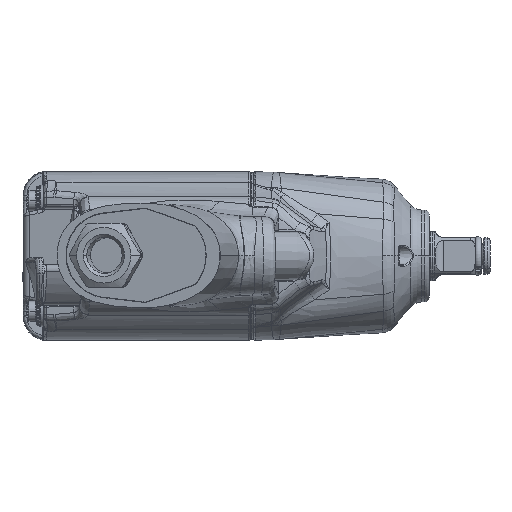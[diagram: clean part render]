
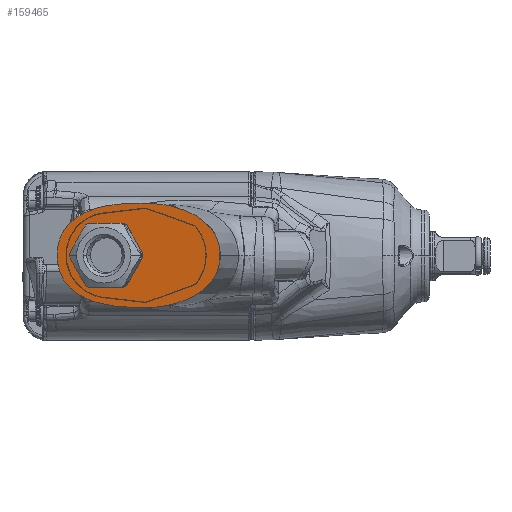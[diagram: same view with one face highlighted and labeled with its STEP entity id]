
A CAD part, top view. The second image highlights one B-rep face of the part: STEP entity #159465.
In plain terms, the highlighted planar face has unit normal (-0.208, 0, 0.978).
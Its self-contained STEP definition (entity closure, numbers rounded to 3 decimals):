
#39359=CARTESIAN_POINT('',(-16.503,0.,
152.061));
#39378=CARTESIAN_POINT('',(-72.394,0.,
140.181));
#39379=CARTESIAN_POINT('',(-72.394,1.832,
140.181));
#39380=CARTESIAN_POINT('',(-71.902,5.099,
140.286));
#39381=CARTESIAN_POINT('',(-70.021,8.99,
140.686));
#39382=CARTESIAN_POINT('',(-67.267,12.017,
141.271));
#39383=CARTESIAN_POINT('',(-63.899,14.299,
141.987));
#39384=CARTESIAN_POINT('',(-60.042,15.944,
142.807));
#39385=CARTESIAN_POINT('',(-54.369,17.418,
144.013));
#39386=CARTESIAN_POINT('',(-46.637,18.124,
145.656));
#39387=CARTESIAN_POINT('',(-38.742,18.039,
147.334));
#39388=CARTESIAN_POINT('',(-32.486,16.883,
148.664));
#39389=CARTESIAN_POINT('',(-27.798,15.285,
149.66));
#39390=CARTESIAN_POINT('',(-23.236,12.822,
150.63));
#39391=CARTESIAN_POINT('',(-18.193,8.435,
151.702));
#39392=CARTESIAN_POINT('',(-16.503,3.994,
152.061));
#39393=CARTESIAN_POINT('',(-16.503,0.,
152.061));
#39395=CARTESIAN_POINT('',(-16.503,0.,
152.061));
#39396=CARTESIAN_POINT('',(-16.503,-3.994,
152.061));
#39397=CARTESIAN_POINT('',(-18.193,-8.435,
151.702));
#39398=CARTESIAN_POINT('',(-23.236,-12.822,
150.63));
#39399=CARTESIAN_POINT('',(-27.798,-15.285,
149.66));
#39400=CARTESIAN_POINT('',(-32.486,-16.883,
148.664));
#39401=CARTESIAN_POINT('',(-38.742,-18.039,
147.334));
#39402=CARTESIAN_POINT('',(-46.637,-18.124,
145.656));
#39403=CARTESIAN_POINT('',(-54.369,-17.418,
144.013));
#39404=CARTESIAN_POINT('',(-60.042,-15.944,
142.807));
#39405=CARTESIAN_POINT('',(-63.899,-14.299,
141.987));
#39406=CARTESIAN_POINT('',(-67.267,-12.017,
141.271));
#39407=CARTESIAN_POINT('',(-70.021,-8.99,
140.686));
#39408=CARTESIAN_POINT('',(-71.902,-5.099,
140.286));
#39409=CARTESIAN_POINT('',(-72.394,-1.832,
140.181));
#39410=CARTESIAN_POINT('',(-72.394,0.,
140.181));
#39412=DIRECTION('',(-0.489,0.866,-0.104));
#39413=VECTOR('',#39412,9.837);
#39414=CARTESIAN_POINT('',(-62.022,-9.759,
142.386));
#39415=LINE('',#39414,#39413);
#39442=CARTESIAN_POINT('',(-55.11,0.,143.855));
#39443=DIRECTION('',(-0.208,0.,0.978));
#39444=DIRECTION('',(-0.973,0.103,-0.207));
#39445=AXIS2_PLACEMENT_3D('',#39442,#39443,#39444);
#39457=DIRECTION('',(0.489,0.866,0.104));
#39458=VECTOR('',#39457,9.837);
#39459=CARTESIAN_POINT('',(-66.833,1.241,
141.363));
#39460=LINE('',#39459,#39458);
#39487=CARTESIAN_POINT('',(-55.11,0.,143.855));
#39488=DIRECTION('',(-0.208,0.,0.978));
#39489=DIRECTION('',(-0.399,0.913,-0.085));
#39490=AXIS2_PLACEMENT_3D('',#39487,#39488,#39489);
#39497=DIRECTION('',(0.978,0.,0.208));
#39498=VECTOR('',#39497,9.837);
#39499=CARTESIAN_POINT('',(-59.921,11.,142.833));
#39500=LINE('',#39499,#39498);
#39527=CARTESIAN_POINT('',(-55.11,0.,143.855));
#39528=DIRECTION('',(-0.208,0.,0.978));
#39529=DIRECTION('',(0.574,0.81,0.122));
#39530=AXIS2_PLACEMENT_3D('',#39527,#39528,#39529);
#39537=DIRECTION('',(0.489,-0.866,0.104));
#39538=VECTOR('',#39537,9.837);
#39539=CARTESIAN_POINT('',(-48.197,9.759,
145.325));
#39540=LINE('',#39539,#39538);
#39567=CARTESIAN_POINT('',(-55.11,0.,143.855));
#39568=DIRECTION('',(-0.208,0.,0.978));
#39569=DIRECTION('',(0.973,-0.103,0.207));
#39570=AXIS2_PLACEMENT_3D('',#39567,#39568,#39569);
#39582=DIRECTION('',(-0.489,-0.866,-0.104));
#39583=VECTOR('',#39582,9.837);
#39584=CARTESIAN_POINT('',(-43.386,-1.241,
146.347));
#39585=LINE('',#39584,#39583);
#39612=CARTESIAN_POINT('',(-55.11,0.,143.855));
#39613=DIRECTION('',(-0.208,0.,0.978));
#39614=DIRECTION('',(0.399,-0.913,0.085));
#39615=AXIS2_PLACEMENT_3D('',#39612,#39613,#39614);
#39622=DIRECTION('',(-0.978,0.,-0.208));
#39623=VECTOR('',#39622,9.837);
#39624=CARTESIAN_POINT('',(-50.299,-11.,144.878));
#39625=LINE('',#39624,#39623);
#39652=CARTESIAN_POINT('',(-55.11,0.,143.855));
#39653=DIRECTION('',(-0.208,0.,0.978));
#39654=DIRECTION('',(-0.574,-0.81,-0.122));
#39655=AXIS2_PLACEMENT_3D('',#39652,#39653,#39654);
#84370=VERTEX_POINT('',#39359);
#84371=VERTEX_POINT('',#39378);
#90211=CARTESIAN_POINT('',(-62.022,-9.759,
142.386));
#90212=CARTESIAN_POINT('',(-66.833,-1.241,
141.363));
#90213=VERTEX_POINT('',#90211);
#90214=VERTEX_POINT('',#90212);
#90219=CARTESIAN_POINT('',(-59.921,-11.,142.833));
#90220=VERTEX_POINT('',#90219);
#90223=CARTESIAN_POINT('',(-50.299,-11.,144.878));
#90224=CARTESIAN_POINT('',(-48.197,-9.759,
145.325));
#90225=VERTEX_POINT('',#90223);
#90226=VERTEX_POINT('',#90224);
#90231=CARTESIAN_POINT('',(-43.386,-1.241,
146.347));
#90232=CARTESIAN_POINT('',(-43.386,1.241,
146.347));
#90233=VERTEX_POINT('',#90231);
#90234=VERTEX_POINT('',#90232);
#90239=CARTESIAN_POINT('',(-66.833,1.241,
141.363));
#90240=VERTEX_POINT('',#90239);
#90243=CARTESIAN_POINT('',(-59.921,11.,142.833));
#90244=CARTESIAN_POINT('',(-62.022,9.759,
142.386));
#90245=VERTEX_POINT('',#90243);
#90246=VERTEX_POINT('',#90244);
#90251=CARTESIAN_POINT('',(-48.197,9.759,
145.325));
#90252=CARTESIAN_POINT('',(-50.299,11.,144.878));
#90253=VERTEX_POINT('',#90251);
#90254=VERTEX_POINT('',#90252);
#159430=CARTESIAN_POINT('',(-79.982,-25.195,138.569));
#159431=DIRECTION('',(-0.208,0.,0.978));
#159432=DIRECTION('',(0.978,0.,0.208));
#159433=AXIS2_PLACEMENT_3D('',#159430,#159431,#159432);
#159434=PLANE('',#159433);
#159435=ORIENTED_EDGE('',*,*,#159112,.T.);
#159436=ORIENTED_EDGE('',*,*,#159417,.T.);
#159437=EDGE_LOOP('',(#159435,#159436));
#159438=FACE_OUTER_BOUND('',#159437,.F.);
#159440=ORIENTED_EDGE('',*,*,#159439,.F.);
#159442=ORIENTED_EDGE('',*,*,#159441,.T.);
#159444=ORIENTED_EDGE('',*,*,#159443,.F.);
#159446=ORIENTED_EDGE('',*,*,#159445,.T.);
#159448=ORIENTED_EDGE('',*,*,#159447,.F.);
#159450=ORIENTED_EDGE('',*,*,#159449,.T.);
#159452=ORIENTED_EDGE('',*,*,#159451,.F.);
#159454=ORIENTED_EDGE('',*,*,#159453,.T.);
#159456=ORIENTED_EDGE('',*,*,#159455,.F.);
#159458=ORIENTED_EDGE('',*,*,#159457,.T.);
#159460=ORIENTED_EDGE('',*,*,#159459,.F.);
#159462=ORIENTED_EDGE('',*,*,#159461,.T.);
#159463=EDGE_LOOP('',(#159440,#159442,#159444,#159446,#159448,#159450,#159452,
#159454,#159456,#159458,#159460,#159462));
#159464=FACE_BOUND('',#159463,.F.);
#159465=ADVANCED_FACE('',(#159438,#159464),#159434,.T.);
#39394=B_SPLINE_CURVE_WITH_KNOTS('',3,(#39378,#39379,#39380,#39381,#39382,
#39383,#39384,#39385,#39386,#39387,#39388,#39389,#39390,#39391,#39392,#39393),
.UNSPECIFIED.,.F.,.F.,(4,1,1,1,1,1,1,1,1,1,1,1,1,4),(0.,0.063,
0.127,0.19,0.254,0.317,
0.381,0.507,0.631,0.692,
0.754,0.815,0.877,1.),.UNSPECIFIED.);
#39411=B_SPLINE_CURVE_WITH_KNOTS('',3,(#39395,#39396,#39397,#39398,#39399,
#39400,#39401,#39402,#39403,#39404,#39405,#39406,#39407,#39408,#39409,#39410),
.UNSPECIFIED.,.F.,.F.,(4,1,1,1,1,1,1,1,1,1,1,1,1,4),(0.,0.123,
0.185,0.246,0.308,0.369,
0.493,0.619,0.683,0.746,
0.81,0.873,0.937,1.),.UNSPECIFIED.);
#39446=CIRCLE('',#39445,12.049);
#39491=CIRCLE('',#39490,12.049);
#39531=CIRCLE('',#39530,12.049);
#39571=CIRCLE('',#39570,12.049);
#39616=CIRCLE('',#39615,12.049);
#39656=CIRCLE('',#39655,12.049);
#159112=EDGE_CURVE('',#84371,#84370,#39394,.T.);
#159417=EDGE_CURVE('',#84370,#84371,#39411,.T.);
#159439=EDGE_CURVE('',#90213,#90214,#39415,.T.);
#159441=EDGE_CURVE('',#90213,#90220,#39656,.T.);
#159443=EDGE_CURVE('',#90225,#90220,#39625,.T.);
#159445=EDGE_CURVE('',#90225,#90226,#39616,.T.);
#159447=EDGE_CURVE('',#90233,#90226,#39585,.T.);
#159449=EDGE_CURVE('',#90233,#90234,#39571,.T.);
#159451=EDGE_CURVE('',#90253,#90234,#39540,.T.);
#159453=EDGE_CURVE('',#90253,#90254,#39531,.T.);
#159455=EDGE_CURVE('',#90245,#90254,#39500,.T.);
#159457=EDGE_CURVE('',#90245,#90246,#39491,.T.);
#159459=EDGE_CURVE('',#90240,#90246,#39460,.T.);
#159461=EDGE_CURVE('',#90240,#90214,#39446,.T.);
